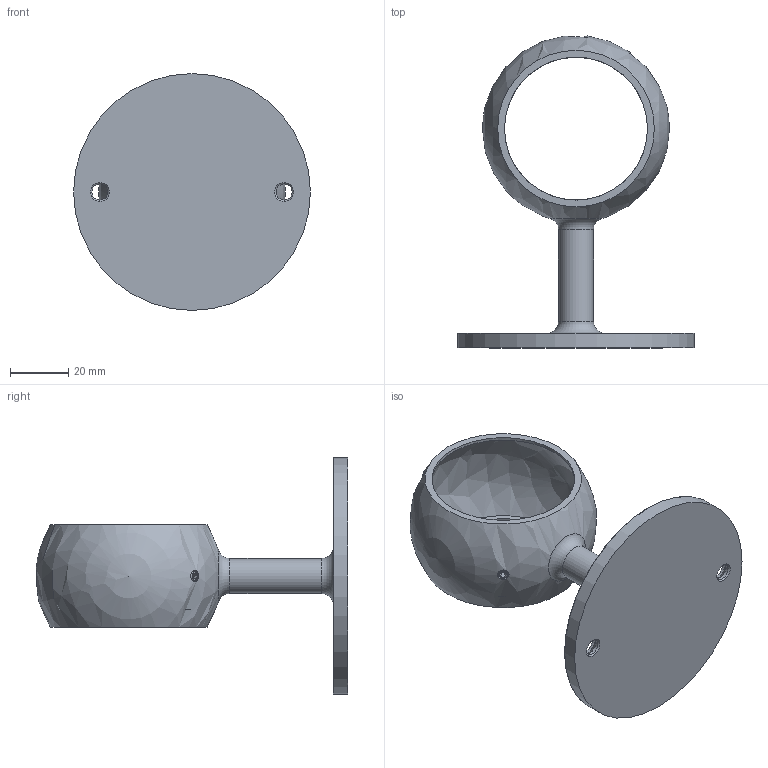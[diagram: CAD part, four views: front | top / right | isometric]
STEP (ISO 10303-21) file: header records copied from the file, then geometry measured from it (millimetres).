
FILE_DESCRIPTION (( 'STEP AP203' ), '1' );
FILE_NAME ('70111-ME.step', '2024-01-10T11:00:48', ( '' ), ( '' ), 'SwSTEP 2.0', 'SolidWorks 2018', '' );
FILE_SCHEMA (( 'CONFIG_CONTROL_DESIGN' ));
Length unit declared in the file: millimetre
Products named in the file (3): 7011X-XX Konfig_70111-ME; DIN913_DIN 913 M4x6; 70111-ME
Assembly tree (2 placements, depth 2):
  70111-ME
    7011X-XX Konfig_70111-ME
    DIN913_DIN 913 M4x6
Bounding box: 81 x 106.73 x 81 mm (x, y, z)
Volume: 38085.5 mm3; surface area: 28324.2 mm2
Topology: 2 solids, 2 shells, 232 faces, 598 edges, 393 vertices
Faces by surface type: plane 151, bspline 57, cylinder 10, cone 9, torus 3, sphere 2
Full cylindrical faces by diameter (mm): 3.3 x1, 4 x1, 5.5 x2, 10.5 x2, 12 x1, 48.9 x2, 81 x1
Entity records: 10108 total; most frequent: CARTESIAN_POINT 4631, ORIENTED_EDGE 1134, DIRECTION 855, EDGE_CURVE 567, LINE 411, VECTOR 411, VERTEX_POINT 386, EDGE_LOOP 287
